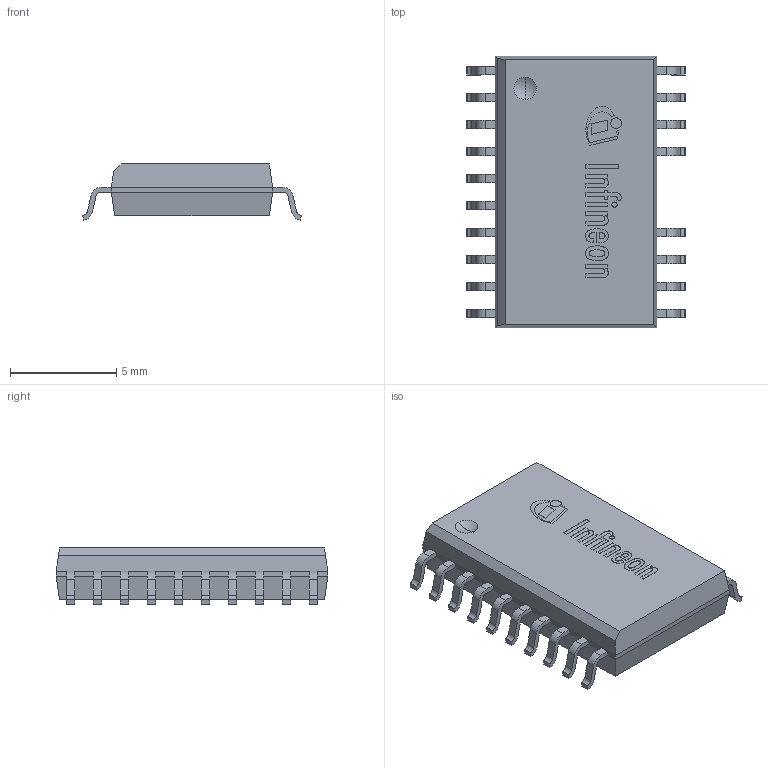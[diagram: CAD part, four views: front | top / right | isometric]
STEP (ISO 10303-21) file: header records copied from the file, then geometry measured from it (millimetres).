
FILE_DESCRIPTION(/* description */ (''),/* implementation_level */ '2;1');
FILE_NAME(/* name */ '1.stp',/* time_stamp */ '2024-05-09T19:37:53+05:30',/* author */ ('sivamani'),/* organization */ (''),/* preprocessor_version */ 'ST-DEVELOPER v19.2',/* originating_system */ 'AutoCAD Mechanical',/* authorisation */ '');
FILE_SCHEMA (('AUTOMOTIVE_DESIGN { 1 0 10303 214 3 1 1 }'));
Length unit declared in the file: millimetre
Products named in the file (1): Product
Bounding box: 10.3 x 12.8 x 2.66 mm (x, y, z)
Volume: 233.2 mm3; surface area: 734.2 mm2
Topology: 34 solids, 34 shells, 494 faces, 1259 edges, 836 vertices
Faces by surface type: plane 288, cylinder 196, sphere 6, torus 4
Full cylindrical faces by diameter (mm): 0.247 x1, 0.509 x1
Entity records: 15009 total; most frequent: DIRECTION 2652, CARTESIAN_POINT 2590, ORIENTED_EDGE 2518, EDGE_CURVE 1259, AXIS2_PLACEMENT_3D 898, LINE 856, VECTOR 856, VERTEX_POINT 836
